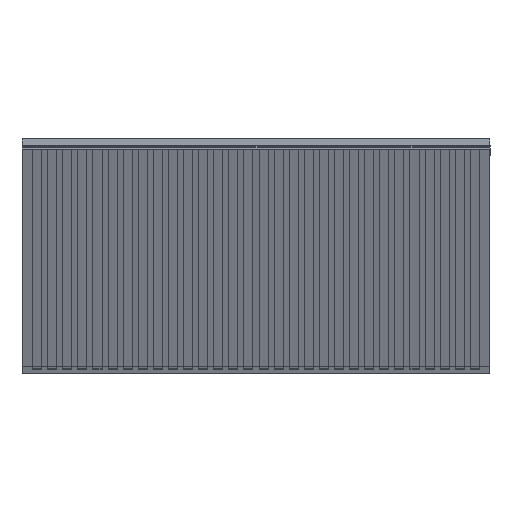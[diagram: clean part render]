
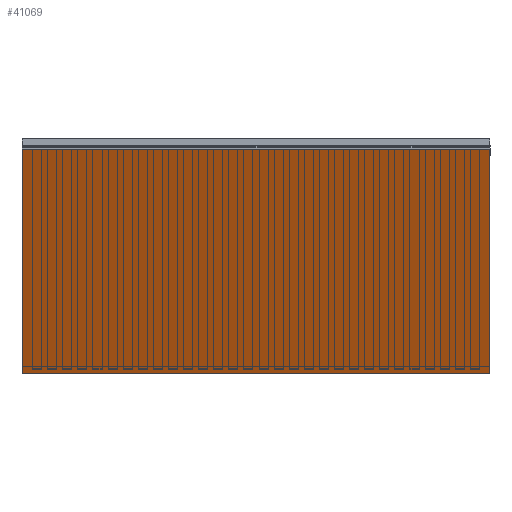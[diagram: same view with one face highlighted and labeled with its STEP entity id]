
A CAD part, left-side view. The second image highlights one B-rep face of the part: STEP entity #41069.
In plain terms, the highlighted planar face has unit normal (-0.914, 0, -0.406).
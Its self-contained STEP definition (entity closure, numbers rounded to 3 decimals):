
#3567=ORIENTED_EDGE('',*,*,#9184,.F.);
#3568=ORIENTED_EDGE('',*,*,#9481,.F.);
#3569=ORIENTED_EDGE('',*,*,#9022,.T.);
#3570=ORIENTED_EDGE('',*,*,#11959,.T.);
#9022=EDGE_CURVE('',#13457,#13456,#16328,.T.);
#9184=EDGE_CURVE('',#13585,#13586,#16490,.T.);
#9481=EDGE_CURVE('',#13457,#13585,#16787,.T.);
#11959=EDGE_CURVE('',#13456,#13586,#19265,.T.);
#13456=VERTEX_POINT('',#51589);
#13457=VERTEX_POINT('',#51591);
#13585=VERTEX_POINT('',#51912);
#13586=VERTEX_POINT('',#51914);
#16328=LINE('',#51590,#20762);
#16490=LINE('',#51913,#20924);
#16787=LINE('',#52505,#21221);
#19265=LINE('',#57430,#23699);
#20762=VECTOR('',#43981,1000.);
#20924=VECTOR('',#44207,1000.);
#21221=VECTOR('',#44638,1000.);
#23699=VECTOR('',#47466,1000.);
#25426=EDGE_LOOP('',(#3567,#3568,#3569,#3570));
#26990=FACE_BOUND('',#25426,.T.);
#28554=PLANE('',#42640);
#41069=ADVANCED_FACE('',(#26990),#28554,.T.);
#42640=AXIS2_PLACEMENT_3D('',#57429,#47464,#47465);
#43981=DIRECTION('',(0.406,0.,-0.914));
#44207=DIRECTION('',(0.406,0.,-0.914));
#44638=DIRECTION('',(0.,-1.,0.));
#47464=DIRECTION('',(-0.914,0.,-0.406));
#47465=DIRECTION('',(-0.406,0.,0.914));
#47466=DIRECTION('',(0.,-1.,0.));
#51589=CARTESIAN_POINT('',(38.3,15.5,-7.495));
#51590=CARTESIAN_POINT('',(35.,15.5,-0.075));
#51591=CARTESIAN_POINT('',(35.,15.5,-0.075));
#51912=CARTESIAN_POINT('',(35.,0.,-0.075));
#51913=CARTESIAN_POINT('',(35.,0.,-0.075));
#51914=CARTESIAN_POINT('',(38.3,0.,-7.495));
#52505=CARTESIAN_POINT('',(35.,15.5,-0.075));
#57429=CARTESIAN_POINT('',(35.,15.5,-0.075));
#57430=CARTESIAN_POINT('',(38.3,15.5,-7.495));
